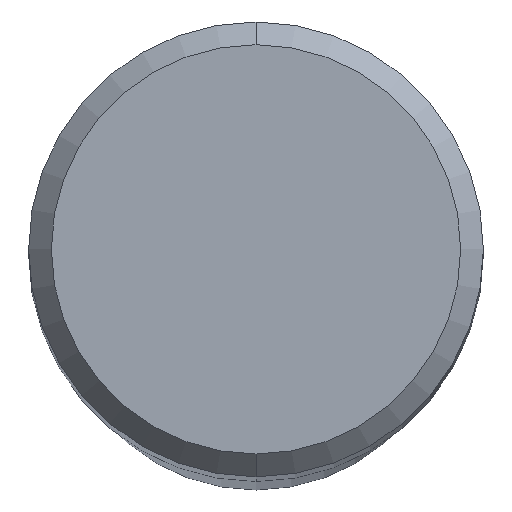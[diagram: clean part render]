
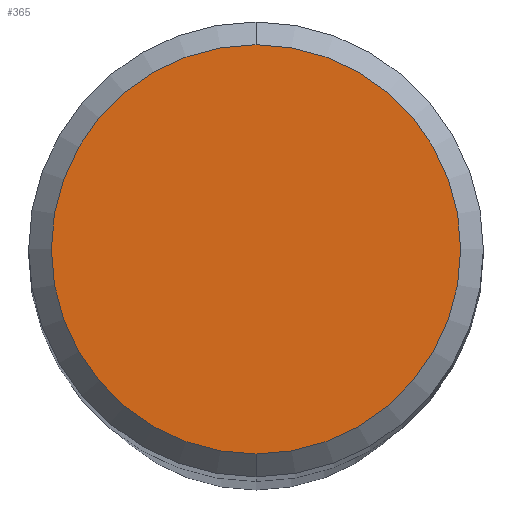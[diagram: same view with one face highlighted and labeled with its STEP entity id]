
A CAD part, top view. The second image highlights one B-rep face of the part: STEP entity #365.
In plain terms, the highlighted planar face has unit normal (0, 0, 1).
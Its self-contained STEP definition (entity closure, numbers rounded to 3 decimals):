
#211=EDGE_CURVE('',#321,#317,#506,.T.);
#215=EDGE_CURVE('',#317,#321,#510,.T.);
#317=VERTEX_POINT('',#622);
#321=VERTEX_POINT('',#626);
#365=ADVANCED_FACE('',(#678),#679,.T.);
#506=CIRCLE('',#876,3.6);
#510=CIRCLE('',#881,3.6);
#622=CARTESIAN_POINT('',(0.,-3.6,0.));
#626=CARTESIAN_POINT('',(0.0,3.6,0.));
#678=FACE_OUTER_BOUND('',#1254,.T.);
#679=PLANE('',#1255);
#876=AXIS2_PLACEMENT_3D('',#1432,#1433,#1434);
#881=AXIS2_PLACEMENT_3D('',#1435,#1436,#1437);
#1254=EDGE_LOOP('',(#1655,#1656));
#1255=AXIS2_PLACEMENT_3D('',#1657,#1658,#1659);
#1432=CARTESIAN_POINT('',(0.0,0.0,0.));
#1433=DIRECTION('',(0.0,0.0,-1.0));
#1434=DIRECTION('',(0.0,1.0,0.0));
#1435=CARTESIAN_POINT('',(0.0,0.0,0.));
#1436=DIRECTION('',(0.0,0.0,-1.0));
#1437=DIRECTION('',(0.0,1.0,0.0));
#1655=ORIENTED_EDGE('',*,*,#211,.F.);
#1656=ORIENTED_EDGE('',*,*,#215,.F.);
#1657=CARTESIAN_POINT('',(0.0,1.8,0.));
#1658=DIRECTION('',(-0.0,0.0,1.0));
#1659=DIRECTION('',(0.0,-1.0,0.0));
